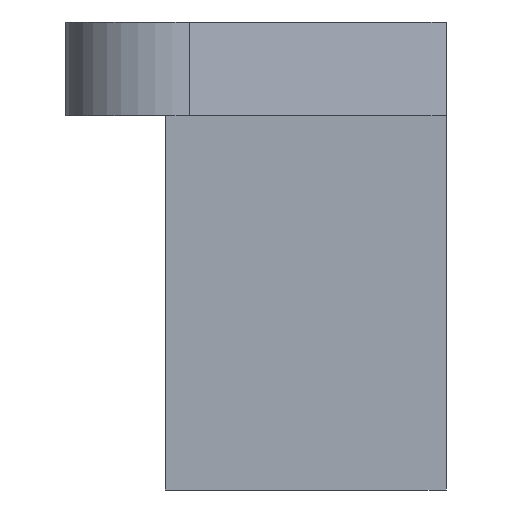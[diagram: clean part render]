
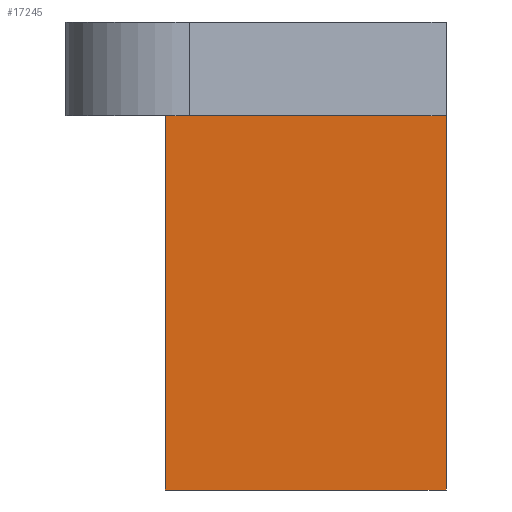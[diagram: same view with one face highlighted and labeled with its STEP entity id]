
A CAD part, left-side view. The second image highlights one B-rep face of the part: STEP entity #17245.
In plain terms, the highlighted planar face has unit normal (-1, 0, 0).
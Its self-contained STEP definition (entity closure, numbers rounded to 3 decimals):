
#343=PLANE('',#18627);
#1701=FACE_OUTER_BOUND('',#3063,.T.);
#3063=EDGE_LOOP('',(#13231,#13232,#13233,#13234));
#4106=LINE('',#24766,#6460);
#4859=LINE('',#26301,#7213);
#4860=LINE('',#26303,#7214);
#4861=LINE('',#26304,#7215);
#6460=VECTOR('',#19675,10.);
#7213=VECTOR('',#21084,10.);
#7214=VECTOR('',#21085,10.);
#7215=VECTOR('',#21086,10.);
#8825=VERTEX_POINT('',#24764);
#8826=VERTEX_POINT('',#24765);
#9280=VERTEX_POINT('',#26300);
#9281=VERTEX_POINT('',#26302);
#9833=EDGE_CURVE('',#8825,#8826,#4106,.T.);
#10594=EDGE_CURVE('',#9280,#8825,#4859,.T.);
#10595=EDGE_CURVE('',#9281,#9280,#4860,.T.);
#10596=EDGE_CURVE('',#9281,#8826,#4861,.T.);
#13231=ORIENTED_EDGE('',*,*,#10594,.F.);
#13232=ORIENTED_EDGE('',*,*,#10595,.F.);
#13233=ORIENTED_EDGE('',*,*,#10596,.T.);
#13234=ORIENTED_EDGE('',*,*,#9833,.F.);
#17245=ADVANCED_FACE('',(#1701),#343,.T.);
#18627=AXIS2_PLACEMENT_3D('',#26299,#21082,#21083);
#19675=DIRECTION('',(0.,-1.,0.));
#21082=DIRECTION('center_axis',(-1.,0.,0.));
#21083=DIRECTION('ref_axis',(0.,0.,1.));
#21084=DIRECTION('',(0.,0.,1.));
#21085=DIRECTION('',(0.,1.,0.));
#21086=DIRECTION('',(0.,0.,1.));
#24764=CARTESIAN_POINT('',(-4.196,-27.3,17.198));
#24765=CARTESIAN_POINT('',(-4.196,-39.3,17.198));
#24766=CARTESIAN_POINT('',(-4.196,-39.3,17.198));
#26299=CARTESIAN_POINT('Origin',(-4.196,-39.3,1.2));
#26300=CARTESIAN_POINT('',(-4.196,-27.3,1.2));
#26301=CARTESIAN_POINT('',(-4.196,-27.3,1.2));
#26302=CARTESIAN_POINT('',(-4.196,-39.3,1.2));
#26303=CARTESIAN_POINT('',(-4.196,-39.3,1.2));
#26304=CARTESIAN_POINT('',(-4.196,-39.3,1.2));
